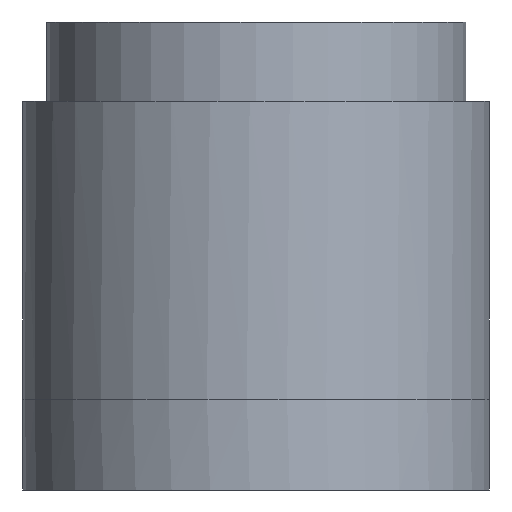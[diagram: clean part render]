
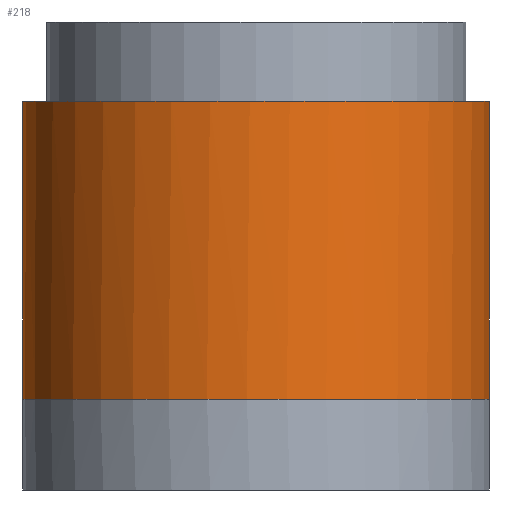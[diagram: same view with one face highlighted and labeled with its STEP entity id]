
A CAD part, left-side view. The second image highlights one B-rep face of the part: STEP entity #218.
In plain terms, the highlighted cylindrical face has radius 35 mm (diameter 70 mm), a full revolution.
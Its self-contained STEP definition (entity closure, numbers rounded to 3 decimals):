
#218=ADVANCED_FACE('',(#244,#245),#233,.T.);
#233=CYLINDRICAL_SURFACE('',#509,35.);
#244=FACE_BOUND('',#260,.T.);
#245=FACE_BOUND('',#261,.T.);
#260=EDGE_LOOP('',(#328));
#261=EDGE_LOOP('',(#329,#330,#331,#332));
#282=CIRCLE('',#491,35.);
#285=CIRCLE('',#506,35.);
#293=ELLIPSE('',#498,72.469,35.);
#295=ELLIPSE('',#501,72.469,35.);
#297=ELLIPSE('',#504,35.048,35.);
#328=ORIENTED_EDGE('',*,*,#418,.F.);
#329=ORIENTED_EDGE('',*,*,#424,.F.);
#330=ORIENTED_EDGE('',*,*,#431,.F.);
#331=ORIENTED_EDGE('',*,*,#428,.F.);
#332=ORIENTED_EDGE('',*,*,#430,.T.);
#389=VERTEX_POINT('',#643);
#392=VERTEX_POINT('',#652);
#395=VERTEX_POINT('',#657);
#397=VERTEX_POINT('',#662);
#399=VERTEX_POINT('',#666);
#418=EDGE_CURVE('',#389,#389,#282,.T.);
#424=EDGE_CURVE('',#395,#392,#293,.T.);
#428=EDGE_CURVE('',#399,#397,#295,.T.);
#430=EDGE_CURVE('',#399,#392,#297,.T.);
#431=EDGE_CURVE('',#397,#395,#285,.T.);
#491=AXIS2_PLACEMENT_3D('',#642,#538,#539);
#498=AXIS2_PLACEMENT_3D('',#658,#554,#555);
#501=AXIS2_PLACEMENT_3D('',#667,#562,#563);
#504=AXIS2_PLACEMENT_3D('',#670,#568,#569);
#506=AXIS2_PLACEMENT_3D('',#672,#572,#573);
#509=AXIS2_PLACEMENT_3D('',#675,#578,#579);
#538=DIRECTION('',(0.,0.,-1.));
#539=DIRECTION('',(1.,0.,0.));
#554=DIRECTION('',(-0.26,0.836,-0.483));
#555=DIRECTION('',(0.143,-0.461,-0.876));
#562=DIRECTION('',(-0.258,-0.837,-0.483));
#563=DIRECTION('',(0.142,0.462,-0.876));
#568=DIRECTION('',(0.052,0.,-0.999));
#569=DIRECTION('',(-0.999,-0.001,-0.052));
#572=DIRECTION('',(0.,0.,1.));
#573=DIRECTION('',(0.995,-0.104,0.));
#578=DIRECTION('',(0.,0.,-1.));
#579=DIRECTION('',(-0.995,0.104,0.));
#642=CARTESIAN_POINT('',(0.,0.,13.596));
#643=CARTESIAN_POINT('',(35.,0.,13.596));
#652=CARTESIAN_POINT('',(34.64,-5.007,51.135));
#657=CARTESIAN_POINT('',(34.99,-0.82,58.196));
#658=CARTESIAN_POINT('',(0.,0.,78.42));
#662=CARTESIAN_POINT('',(34.989,0.881,58.196));
#666=CARTESIAN_POINT('',(34.631,5.067,51.135));
#667=CARTESIAN_POINT('',(0.,0.,78.42));
#670=CARTESIAN_POINT('',(0.,0.,49.32));
#672=CARTESIAN_POINT('',(0.,0.,58.196));
#675=CARTESIAN_POINT('',(0.,0.,12.096));
